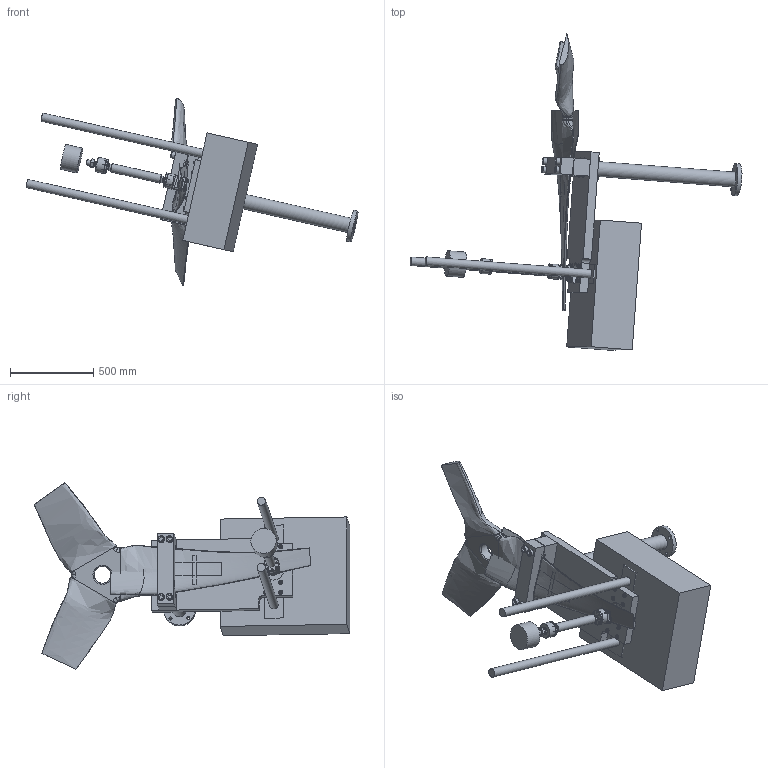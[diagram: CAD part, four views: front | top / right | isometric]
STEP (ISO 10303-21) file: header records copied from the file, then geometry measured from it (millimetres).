
FILE_DESCRIPTION((''),'2;1');
FILE_NAME('Half-Scale-Blade_Test_ASSY.stp', '2016-11-30T10:10:40',('User'),('SDRC'),'I-DEAS Master Series 9','UNIX', 'Yes');
FILE_SCHEMA(('CONFIG_CONTROL_DESIGN', 'GEOMETRIC_VALIDATION_PROPERTIES_MIM','SHAPE_APPEARANCE_LAYER_MIM'));
Length unit declared in the file: inch
Assembly tree (51 placements, depth 0):
Bounding box: 1991.95 x 1895.34 x 1118.17 mm (x, y, z)
Volume: 204041446.5 mm3; surface area: 7227222.4 mm2
Topology: 88 solids, 88 shells, 1200 faces, 2543 edges, 1645 vertices
Faces by surface type: bspline 1200
Entity records: 152799 total; most frequent: CARTESIAN_POINT 132158, ORIENTED_EDGE 4178, EDGE_CURVE 2089, VERTEX_POINT 1369, EDGE_LOOP 1304, FACE_OUTER_BOUND 985, ADVANCED_FACE 985, QUASI_UNIFORM_CURVE 879
